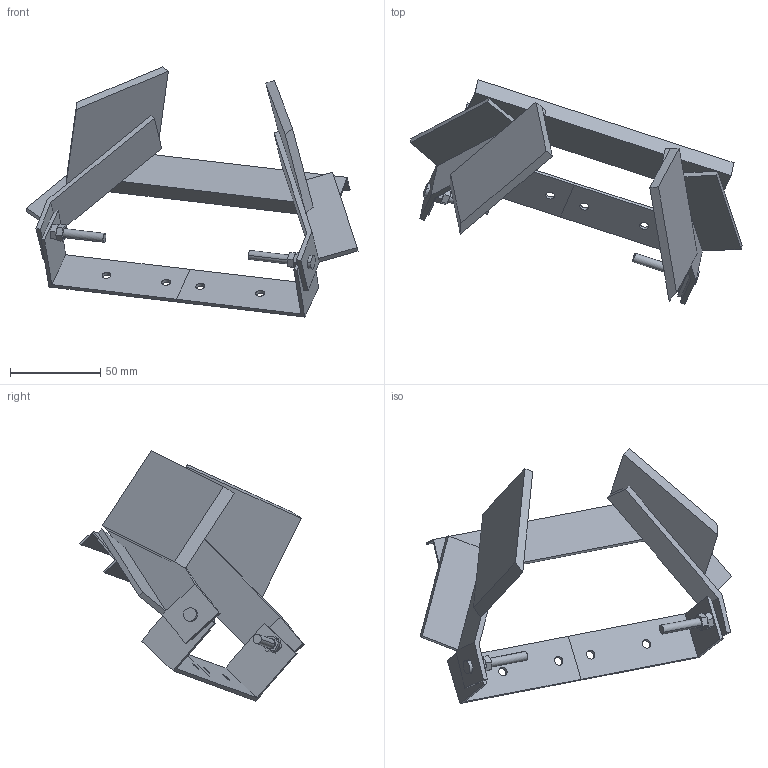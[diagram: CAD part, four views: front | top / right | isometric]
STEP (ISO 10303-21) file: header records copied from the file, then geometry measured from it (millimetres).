
FILE_DESCRIPTION (( 'STEP AP214' ), '1' );
FILE_NAME ('plough assembly.STEP', '2020-02-26T06:02:26', ( '' ), ( '' ), 'SwSTEP 2.0', 'SolidWorks 2019', '' );
FILE_SCHEMA (( 'AUTOMOTIVE_DESIGN' ));
Length unit declared in the file: millimetre
Products named in the file (21): plough l bracket(right); aluminium l bracket(plough); plough pull bar; plough l bracket(left); nut; plough (right; bolt; plough assembly
Assembly tree (13 placements, depth 2):
  plough pull bar
  nut
  plough l bracket(left)
  nut
  plough (right
Bounding box: 183.96 x 124.27 x 138.57 mm (x, y, z)
Volume: 75425 mm3; surface area: 60012.7 mm2
Topology: 13 solids, 13 shells, 148 faces, 342 edges, 222 vertices
Faces by surface type: plane 100, cylinder 32, torus 16
Entity records: 2801 total; most frequent: DIRECTION 418, CARTESIAN_POINT 404, ORIENTED_EDGE 372, EDGE_CURVE 186, VECTOR 146, LINE 146, AXIS2_PLACEMENT_3D 136, VERTEX_POINT 122
